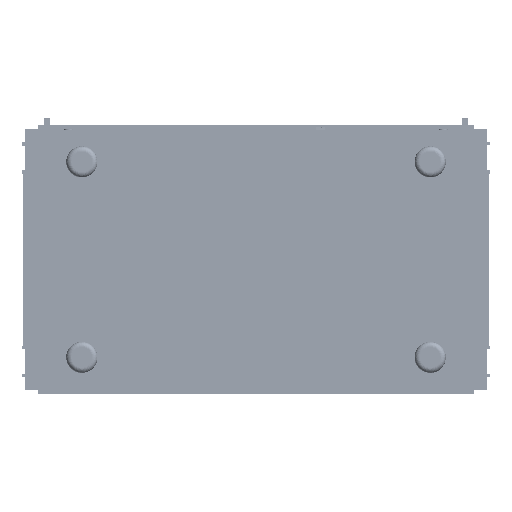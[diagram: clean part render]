
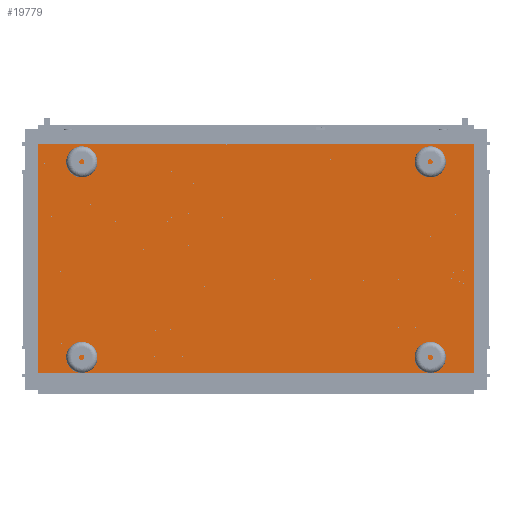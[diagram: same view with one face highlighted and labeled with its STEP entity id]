
A CAD part, front view. The second image highlights one B-rep face of the part: STEP entity #19779.
In plain terms, the highlighted planar face has unit normal (0, -1, 0).
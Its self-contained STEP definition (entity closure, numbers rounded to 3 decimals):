
#1851 = CARTESIAN_POINT ( 'NONE',  ( 0., 0., 440. ) ) ;
#4035 = EDGE_CURVE ( 'NONE', #40521, #41758, #39712, .T. ) ;
#4780 = DIRECTION ( 'NONE',  ( -1., 0., 0. ) ) ;
#6262 = VECTOR ( 'NONE', #21827, 1000. ) ;
#6589 = EDGE_CURVE ( 'NONE', #7071, #29027, #43995, .T. ) ;
#7071 = VERTEX_POINT ( 'NONE', #28346 ) ;
#7484 = CARTESIAN_POINT ( 'NONE',  ( 0., 0., 0. ) ) ;
#8005 = VECTOR ( 'NONE', #4780, 1000. ) ;
#9399 = CARTESIAN_POINT ( 'NONE',  ( 0., 0., 0. ) ) ;
#11203 = PLANE ( 'NONE',  #35362 ) ;
#12657 = DIRECTION ( 'NONE',  ( 1., 0., 0. ) ) ;
#15718 = LINE ( 'NONE', #1851, #23852 ) ;
#16242 = ORIENTED_EDGE ( 'NONE', *, *, #6589, .F. ) ;
#19779 = ADVANCED_FACE ( 'NONE', ( #45609 ), #11203, .F. ) ;
#20465 = DIRECTION ( 'NONE',  ( 0., 0., 1. ) ) ;
#21827 = DIRECTION ( 'NONE',  ( 0., 0., 1. ) ) ;
#23852 = VECTOR ( 'NONE', #12657, 1000. ) ;
#25226 = EDGE_LOOP ( 'NONE', ( #43486, #27116, #16242, #34615 ) ) ;
#27116 = ORIENTED_EDGE ( 'NONE', *, *, #40370, .F. ) ;
#27993 = CARTESIAN_POINT ( 'NONE',  ( 0., 0., 440. ) ) ;
#28346 = CARTESIAN_POINT ( 'NONE',  ( 840., 0., 440. ) ) ;
#29027 = VERTEX_POINT ( 'NONE', #38699 ) ;
#34615 = ORIENTED_EDGE ( 'NONE', *, *, #45230, .F. ) ;
#35362 = AXIS2_PLACEMENT_3D ( 'NONE', #27993, #36375, #20465 ) ;
#36375 = DIRECTION ( 'NONE',  ( 0., 1., 0. ) ) ;
#38535 = DIRECTION ( 'NONE',  ( 0., 0., -1. ) ) ;
#38573 = CARTESIAN_POINT ( 'NONE',  ( 0., 0., 0. ) ) ;
#38699 = CARTESIAN_POINT ( 'NONE',  ( 840., 0., 0. ) ) ;
#39712 = LINE ( 'NONE', #7484, #6262 ) ;
#40104 = VECTOR ( 'NONE', #38535, 1000. ) ;
#40370 = EDGE_CURVE ( 'NONE', #29027, #40521, #41609, .T. ) ;
#40470 = CARTESIAN_POINT ( 'NONE',  ( 840., 0., 0. ) ) ;
#40521 = VERTEX_POINT ( 'NONE', #38573 ) ;
#41609 = LINE ( 'NONE', #9399, #8005 ) ;
#41758 = VERTEX_POINT ( 'NONE', #44498 ) ;
#43486 = ORIENTED_EDGE ( 'NONE', *, *, #4035, .F. ) ;
#43995 = LINE ( 'NONE', #40470, #40104 ) ;
#44498 = CARTESIAN_POINT ( 'NONE',  ( 0., 0., 440. ) ) ;
#45230 = EDGE_CURVE ( 'NONE', #41758, #7071, #15718, .T. ) ;
#45609 = FACE_OUTER_BOUND ( 'NONE', #25226, .T. ) ;
